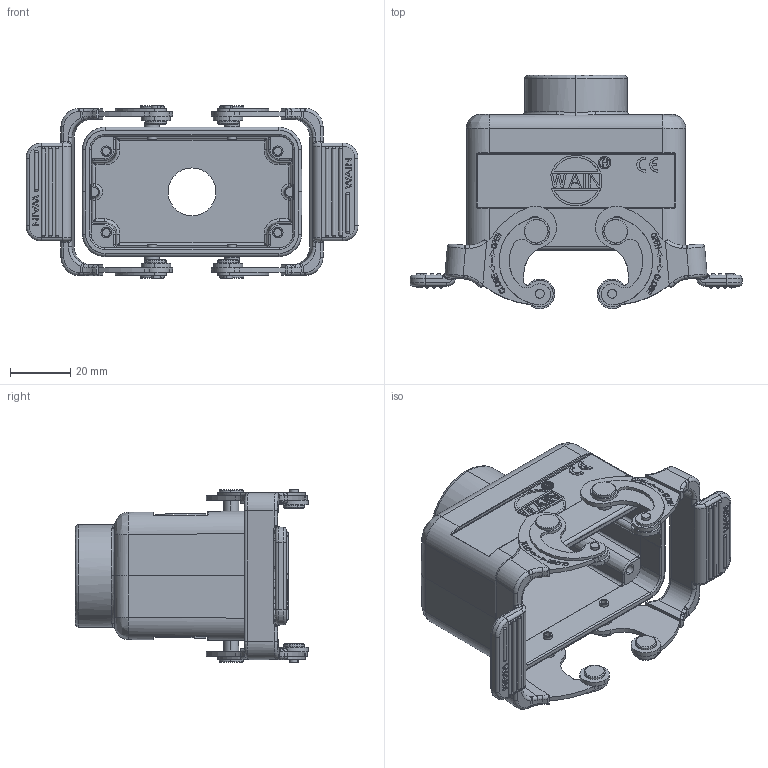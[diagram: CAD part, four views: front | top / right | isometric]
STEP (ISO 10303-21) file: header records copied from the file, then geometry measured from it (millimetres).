
FILE_DESCRIPTION(/* description */ (''),/* implementation_level */ '2;1');
FILE_NAME(/* name */ '3D_1110107411002_H10B-CCT-2L_SC-M20_V1.1.stp',/* time_stamp */ '2024-02-06T10:49:56+08:00',/* author */ (''),/* organization */ (''),/* preprocessor_version */ 'ST-DEVELOPER v18.1',/* originating_system */ 'SIEMENS PLM Software NX 1980',/* authorisation */ '');
FILE_SCHEMA (('AUTOMOTIVE_DESIGN { 1 0 10303 214 3 1 1 1 }'));
Products named in the file (1): 3D_1110107411002_H10B-CCT-2L_SC-M20_V1.0_stp
Bounding box: 110.3 x 77.5 x 57.45 mm (x, y, z)
Volume: 61985.4 mm3; surface area: 39695.4 mm2
Topology: 1 solids, 2 shells, 1618 faces, 4227 edges, 2751 vertices
Faces by surface type: plane 823, cylinder 438, torus 110, extrusion 88, cone 63, bspline 58, sphere 36, revolution 2
Entity records: 55745 total; most frequent: CARTESIAN_POINT 17246, ORIENTED_EDGE 8370, DIRECTION 7264, EDGE_CURVE 4185, VERTEX_POINT 2750, AXIS2_PLACEMENT_3D 2491, VECTOR 2280, LINE 2192
